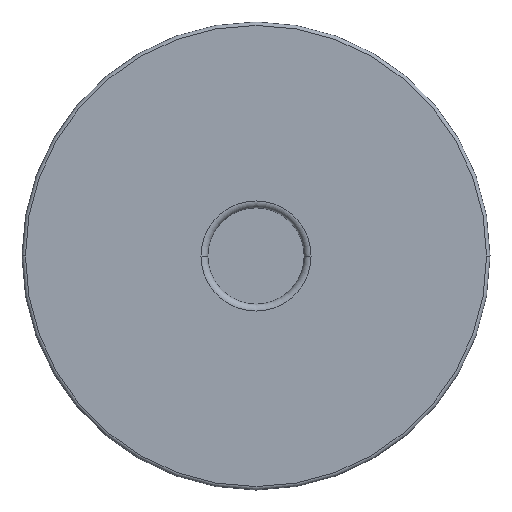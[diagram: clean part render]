
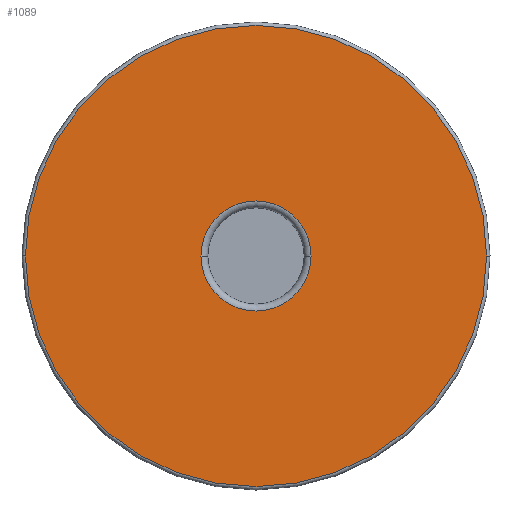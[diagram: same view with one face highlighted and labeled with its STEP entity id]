
A CAD part, front view. The second image highlights one B-rep face of the part: STEP entity #1089.
In plain terms, the highlighted planar face has unit normal (0, -1, 0).
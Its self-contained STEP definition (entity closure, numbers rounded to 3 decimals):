
#183 = EDGE_LOOP ( 'NONE', ( #1934, #1935 ) ) ;
#209 = VERTEX_POINT ( 'NONE', #1986 ) ;
#217 = CARTESIAN_POINT ( 'NONE',  ( -8., -7., 0. ) ) ;
#351 = ORIENTED_EDGE ( 'NONE', *, *, #2053, .T. ) ;
#367 = DIRECTION ( 'NONE',  ( 0., 1., 0. ) ) ;
#381 = CIRCLE ( 'NONE', #518, 33.5 ) ;
#447 = EDGE_LOOP ( 'NONE', ( #351, #1949 ) ) ;
#518 = AXIS2_PLACEMENT_3D ( 'NONE', #868, #858, #854 ) ;
#684 = CIRCLE ( 'NONE', #976, 33.5 ) ;
#693 = EDGE_CURVE ( 'NONE', #1402, #1314, #381, .T. ) ;
#854 = DIRECTION ( 'NONE',  ( 1., 0., 0. ) ) ;
#858 = DIRECTION ( 'NONE',  ( 0., -1., 0. ) ) ;
#868 = CARTESIAN_POINT ( 'NONE',  ( 0., -7., 0. ) ) ;
#976 = AXIS2_PLACEMENT_3D ( 'NONE', #1383, #1380, #1375 ) ;
#1017 = VERTEX_POINT ( 'NONE', #217 ) ;
#1089 = ADVANCED_FACE ( 'NONE', ( #2019, #2866 ), #3076, .T. ) ;
#1135 = AXIS2_PLACEMENT_3D ( 'NONE', #1699, #1693, #1689 ) ;
#1254 = AXIS2_PLACEMENT_3D ( 'NONE', #3080, #2020, #3071 ) ;
#1314 = VERTEX_POINT ( 'NONE', #3023 ) ;
#1375 = DIRECTION ( 'NONE',  ( 1., 0., 0. ) ) ;
#1380 = DIRECTION ( 'NONE',  ( 0., -1., 0. ) ) ;
#1383 = CARTESIAN_POINT ( 'NONE',  ( 0., -7., 0. ) ) ;
#1402 = VERTEX_POINT ( 'NONE', #2474 ) ;
#1689 = DIRECTION ( 'NONE',  ( -1., 0., 0. ) ) ;
#1693 = DIRECTION ( 'NONE',  ( 0., 1., 0. ) ) ;
#1699 = CARTESIAN_POINT ( 'NONE',  ( 0., -7., 0. ) ) ;
#1817 = CARTESIAN_POINT ( 'NONE',  ( 0., -7., 0. ) ) ;
#1934 = ORIENTED_EDGE ( 'NONE', *, *, #2017, .T. ) ;
#1935 = ORIENTED_EDGE ( 'NONE', *, *, #2647, .T. ) ;
#1949 = ORIENTED_EDGE ( 'NONE', *, *, #693, .T. ) ;
#1986 = CARTESIAN_POINT ( 'NONE',  ( 8., -7., 0. ) ) ;
#2017 = EDGE_CURVE ( 'NONE', #1017, #209, #3022, .T. ) ;
#2019 = FACE_OUTER_BOUND ( 'NONE', #447, .T. ) ;
#2020 = DIRECTION ( 'NONE',  ( 0., -1., 0. ) ) ;
#2053 = EDGE_CURVE ( 'NONE', #1314, #1402, #684, .T. ) ;
#2087 = DIRECTION ( 'NONE',  ( -1., 0., 0. ) ) ;
#2474 = CARTESIAN_POINT ( 'NONE',  ( -33.5, -7., 0. ) ) ;
#2647 = EDGE_CURVE ( 'NONE', #209, #1017, #2683, .T. ) ;
#2683 = CIRCLE ( 'NONE', #2725, 8. ) ;
#2725 = AXIS2_PLACEMENT_3D ( 'NONE', #1817, #367, #2087 ) ;
#2866 = FACE_BOUND ( 'NONE', #183, .T. ) ;
#3022 = CIRCLE ( 'NONE', #1135, 8. ) ;
#3023 = CARTESIAN_POINT ( 'NONE',  ( 33.5, -7., 0. ) ) ;
#3071 = DIRECTION ( 'NONE',  ( 1., 0., 0. ) ) ;
#3076 = PLANE ( 'NONE',  #1254 ) ;
#3080 = CARTESIAN_POINT ( 'NONE',  ( -34., -7., 0. ) ) ;
